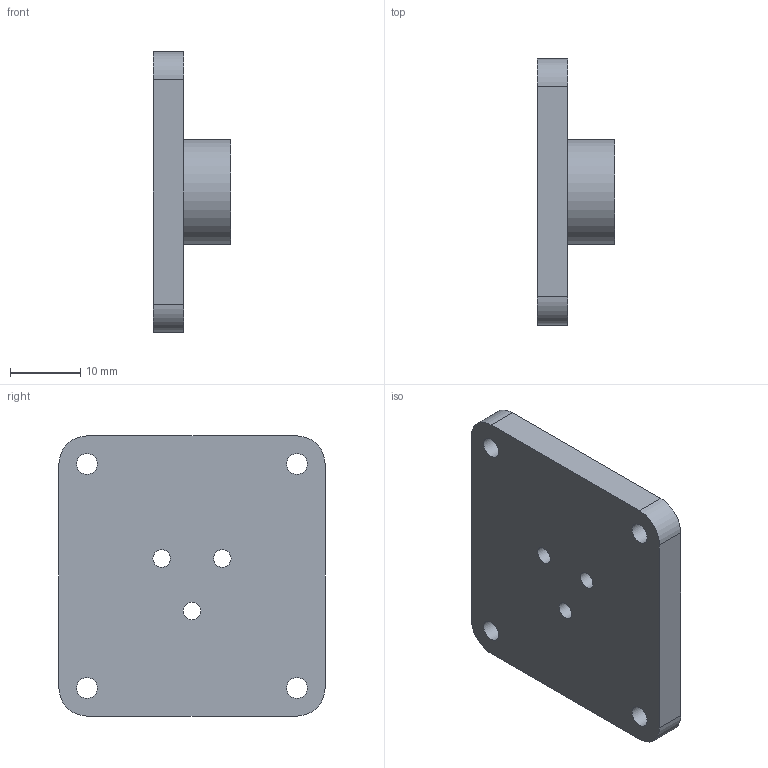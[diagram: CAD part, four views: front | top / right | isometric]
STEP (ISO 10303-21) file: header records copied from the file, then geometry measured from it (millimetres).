
FILE_DESCRIPTION(/* description */ (''),/* implementation_level */ '2;1');
FILE_NAME(/* name */ 'ALU_axial_bottom.step',/* time_stamp */ '2019-12-09T11:57:14+01:00',/* author */ (''),/* organization */ (''),/* preprocessor_version */ 'ST-DEVELOPER v18',/* originating_system */ 'Autodesk Translation Framework v8.12.0.6',/* authorisation */ '');
FILE_SCHEMA (('AUTOMOTIVE_DESIGN { 1 0 10303 214 3 1 1 }'));
Length unit declared in the file: millimetre
Products named in the file (1): ALU_axial_bottom
Bounding box: 11 x 38 x 40 mm (x, y, z)
Volume: 7132.6 mm3; surface area: 4327.7 mm2
Topology: 1 solids, 1 shells, 25 faces, 67 edges, 46 vertices
Faces by surface type: cylinder 13, plane 8, cone 4
Full cylindrical faces by diameter (mm): 2.5 x3, 3 x4, 15 x1, 32 x1
Entity records: 872 total; most frequent: DIRECTION 157, CARTESIAN_POINT 139, ORIENTED_EDGE 134, EDGE_CURVE 67, AXIS2_PLACEMENT_3D 64, VERTEX_POINT 46, EDGE_LOOP 41, CIRCLE 38
